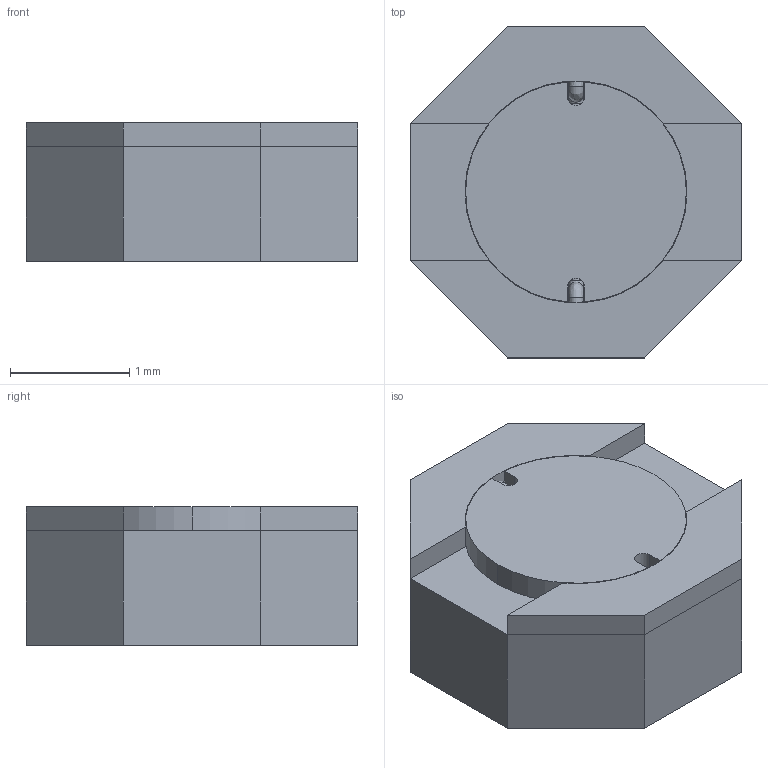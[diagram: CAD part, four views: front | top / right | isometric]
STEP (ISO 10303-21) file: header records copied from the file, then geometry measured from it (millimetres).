
FILE_DESCRIPTION(('STEP AP242'),'1');
FILE_NAME('744028003.stp','2022-11-02T00:44:48',('TraceParts'),('TraceParts S.A.'),'Spatial InterOp 3D',' ',' ');
FILE_SCHEMA(('AP242_MANAGED_MODEL_BASED_3D_ENGINEERING_MIM_LF {1 0 10303 442 1 1 4}'));
Length unit declared in the file: millimetre
Products named in the file (1): 744028003_1
Bounding box: 2.78 x 2.78 x 1.16 mm (x, y, z)
Volume: 6.2 mm3; surface area: 52.1 mm2
Topology: 6 solids, 6 shells, 193 faces, 494 edges, 324 vertices
Faces by surface type: plane 92, extrusion 62, bspline 25, cylinder 14
Entity records: 12868 total; most frequent: CARTESIAN_POINT 7424, ORIENTED_EDGE 986, EDGE_CURVE 493, DIRECTION 491, B_SPLINE_CURVE_WITH_KNOTS 378, VERTEX_POINT 324, EDGE_LOOP 207, VECTOR 203
